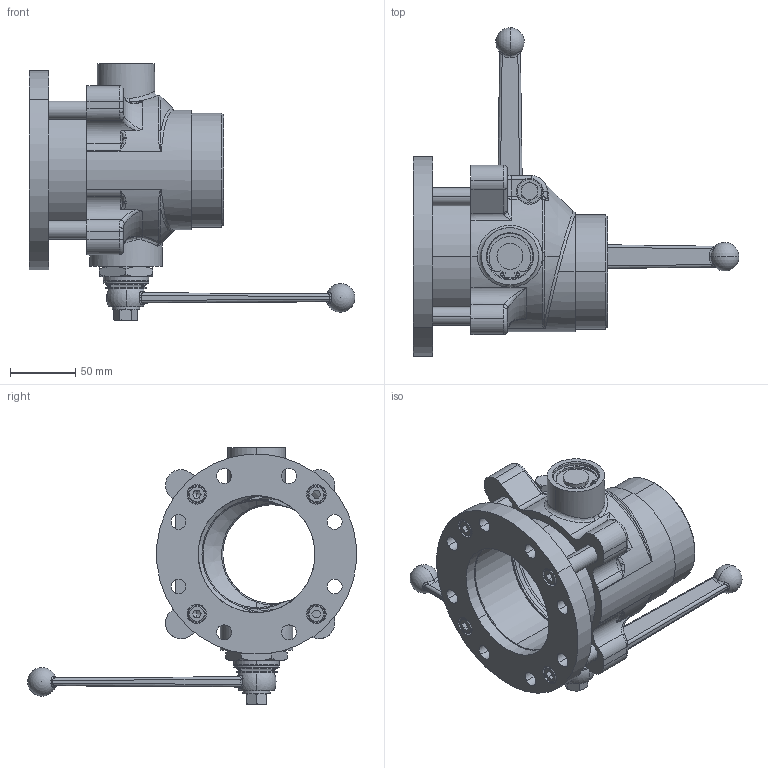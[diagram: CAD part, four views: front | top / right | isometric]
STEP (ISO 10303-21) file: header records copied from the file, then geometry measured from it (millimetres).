
FILE_DESCRIPTION (( 'STEP AP214' ), '1' );
FILE_NAME ('SGAT80GKL_251892.STEP', '2012-09-24T06:26:46', ( 'Admin2' ), ( '' ), 'SwSTEP 2.0', 'SolidWorks 2010', '' );
FILE_SCHEMA (( 'AUTOMOTIVE_DESIGN' ));
Length unit declared in the file: millimetre
Products named in the file (1): SGAT80GKL_251892
Bounding box: 250.54 x 252.71 x 197.6 mm (x, y, z)
Surface area: 187178.1 mm2 (no closed solid volume)
Topology: 0 solids, 33 shells, 846 faces, 2600 edges, 1712 vertices
Faces by surface type: plane 345, bspline 197, cylinder 173, torus 67, cone 54, sphere 10
Entity records: 50503 total; most frequent: CARTESIAN_POINT 21342, ORIENTED_EDGE 4423, DIRECTION 3933, EDGE_CURVE 2569, VERTEX_POINT 1700, VECTOR 1331, LINE 1331, AXIS2_PLACEMENT_3D 1301
